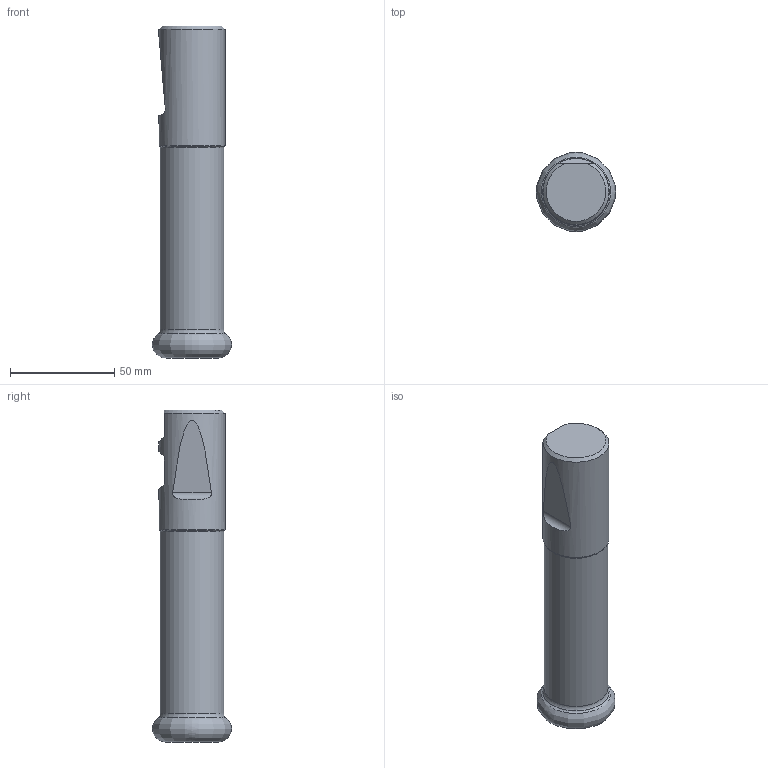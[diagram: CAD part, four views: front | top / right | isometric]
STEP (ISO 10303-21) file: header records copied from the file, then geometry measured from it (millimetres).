
FILE_DESCRIPTION(/* description */ (''),/* implementation_level */ '2;1');
FILE_NAME(/* name */ '1539333309351.stp',/* time_stamp */ '2018-10-12T14:05:28+06:00',/* author */ (''),/* organization */ ('SMS'),/* preprocessor_version */ 'ST-DEVELOPER v15',/* originating_system */ 'SIEMENS PLM Software NX 8.5',/* authorisation */ '');
FILE_SCHEMA (('AUTOMOTIVE_DESIGN { 1 0 10303 214 3 1 1 1 }'));
Length unit declared in the file: millimetre
Products named in the file (4): ASSEMBLY_CONSTRUCTION; 201858358mod000_00; 201918111mod000_00; 201918110mod000_00
Assembly tree (3 placements, depth 2):
  201918110mod000_00
    201918111mod000_00
    201858358mod000_00
    ASSEMBLY_CONSTRUCTION
Bounding box: 38.1 x 38.1 x 159.5 mm (x, y, z)
Volume: 128989.4 mm3; surface area: 20358.7 mm2
Topology: 2 solids, 2 shells, 28 faces, 66 edges, 53 vertices
Faces by surface type: plane 9, torus 7, cylinder 6, cone 5, bspline 1
Full cylindrical faces by diameter (mm): 30.48 x1, 31.742 x1
Entity records: 2491 total; most frequent: CARTESIAN_POINT 1746, DIRECTION 134, ORIENTED_EDGE 82, AXIS2_PLACEMENT_3D 61, EDGE_LOOP 43, EDGE_CURVE 41, VERTEX_POINT 33, FACE_BOUND 31
